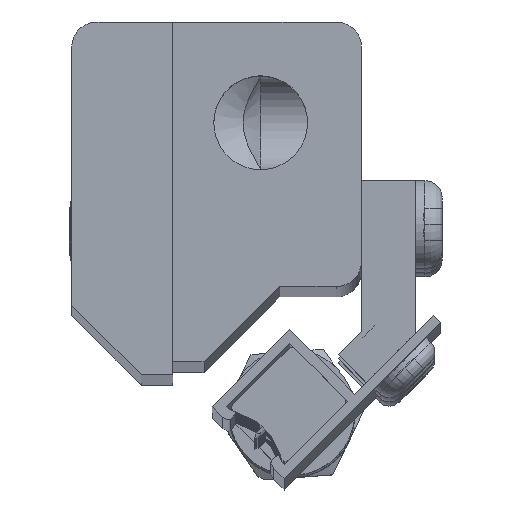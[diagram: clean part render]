
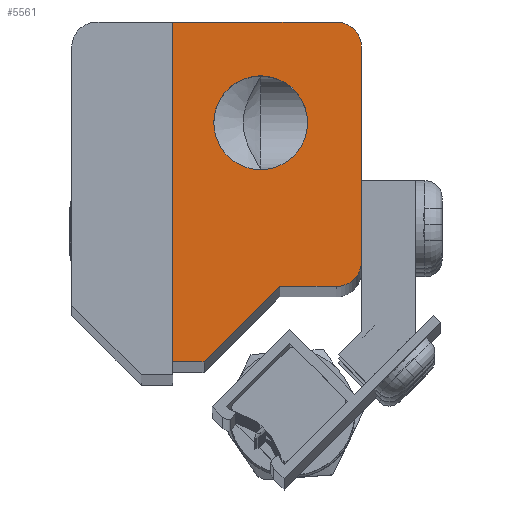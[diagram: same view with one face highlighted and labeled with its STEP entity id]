
A CAD part, top view. The second image highlights one B-rep face of the part: STEP entity #5561.
In plain terms, the highlighted planar face has unit normal (0, 0, 1).
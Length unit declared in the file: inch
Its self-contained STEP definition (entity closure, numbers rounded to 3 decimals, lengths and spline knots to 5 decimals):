
#720=LINE('',#25512,#982);
#724=LINE('',#25636,#986);
#728=LINE('',#25644,#990);
#731=LINE('',#25650,#993);
#734=LINE('',#25656,#996);
#738=LINE('',#25670,#1000);
#982=VECTOR('',#7678,0.3937);
#986=VECTOR('',#7828,0.3937);
#990=VECTOR('',#7834,0.3937);
#993=VECTOR('',#7839,0.3937);
#996=VECTOR('',#7844,0.3937);
#1000=VECTOR('',#7862,0.3937);
#1158=PLANE('',#6368);
#1395=FACE_BOUND('',#2296,.T.);
#1750=FACE_OUTER_BOUND('',#2295,.T.);
#2295=EDGE_LOOP('',(#4853,#4854,#4855,#4856,#4857,#4858,#4859,#4860));
#2296=EDGE_LOOP('',(#4861));
#2652=CIRCLE('',#6269,0.233);
#2702=CIRCLE('',#6361,0.125);
#2704=CIRCLE('',#6364,0.125);
#3087=VERTEX_POINT('',#25470);
#3094=VERTEX_POINT('',#25510);
#3095=VERTEX_POINT('',#25511);
#3141=VERTEX_POINT('',#25634);
#3142=VERTEX_POINT('',#25635);
#3145=VERTEX_POINT('',#25643);
#3147=VERTEX_POINT('',#25649);
#3149=VERTEX_POINT('',#25655);
#3151=VERTEX_POINT('',#25664);
#3682=EDGE_CURVE('',#3087,#3087,#2652,.T.);
#3691=EDGE_CURVE('',#3094,#3095,#720,.T.);
#3738=EDGE_CURVE('',#3141,#3142,#724,.T.);
#3742=EDGE_CURVE('',#3142,#3145,#728,.T.);
#3745=EDGE_CURVE('',#3145,#3147,#731,.T.);
#3748=EDGE_CURVE('',#3147,#3149,#734,.T.);
#3751=EDGE_CURVE('',#3149,#3094,#2702,.T.);
#3753=EDGE_CURVE('',#3095,#3151,#2704,.T.);
#3756=EDGE_CURVE('',#3151,#3141,#738,.T.);
#4853=ORIENTED_EDGE('',*,*,#3738,.F.);
#4854=ORIENTED_EDGE('',*,*,#3756,.F.);
#4855=ORIENTED_EDGE('',*,*,#3753,.F.);
#4856=ORIENTED_EDGE('',*,*,#3691,.F.);
#4857=ORIENTED_EDGE('',*,*,#3751,.F.);
#4858=ORIENTED_EDGE('',*,*,#3748,.F.);
#4859=ORIENTED_EDGE('',*,*,#3745,.F.);
#4860=ORIENTED_EDGE('',*,*,#3742,.F.);
#4861=ORIENTED_EDGE('',*,*,#3682,.T.);
#5561=ADVANCED_FACE('',(#1750,#1395),#1158,.T.);
#6269=AXIS2_PLACEMENT_3D('',#25471,#7648,#7649);
#6361=AXIS2_PLACEMENT_3D('',#25661,#7849,#7850);
#6364=AXIS2_PLACEMENT_3D('',#25665,#7855,#7856);
#6368=AXIS2_PLACEMENT_3D('',#25673,#7866,#7867);
#7648=DIRECTION('center_axis',(0.,0.,-1.));
#7649=DIRECTION('ref_axis',(1.,0.,0.));
#7678=DIRECTION('',(0.,-1.,0.));
#7828=DIRECTION('',(-0.707,-0.707,0.));
#7834=DIRECTION('',(-1.,0.,0.));
#7839=DIRECTION('',(0.,1.,0.));
#7844=DIRECTION('',(1.,0.,0.));
#7849=DIRECTION('center_axis',(0.,0.,-1.));
#7850=DIRECTION('ref_axis',(1.,0.,0.));
#7855=DIRECTION('center_axis',(0.,0.,-1.));
#7856=DIRECTION('ref_axis',(0.,-1.,0.));
#7862=DIRECTION('',(-1.,0.,0.));
#7866=DIRECTION('center_axis',(0.,0.,1.));
#7867=DIRECTION('ref_axis',(1.,0.,0.));
#25470=CARTESIAN_POINT('',(0.63925,0.8125,30.));
#25471=CARTESIAN_POINT('Origin',(0.40625,0.8125,30.));
#25510=CARTESIAN_POINT('',(0.90625,1.1875,30.));
#25511=CARTESIAN_POINT('',(0.90625,0.125,30.));
#25512=CARTESIAN_POINT('',(0.90625,0.125,30.));
#25634=CARTESIAN_POINT('',(0.5,0.,30.));
#25635=CARTESIAN_POINT('',(0.125,-0.375,30.));
#25636=CARTESIAN_POINT('',(0.125,-0.375,30.));
#25643=CARTESIAN_POINT('',(-0.03125,-0.375,30.));
#25644=CARTESIAN_POINT('',(-0.03125,-0.375,30.));
#25649=CARTESIAN_POINT('',(-0.03125,1.3125,30.));
#25650=CARTESIAN_POINT('',(-0.03125,1.3125,30.));
#25655=CARTESIAN_POINT('',(0.78125,1.3125,30.));
#25656=CARTESIAN_POINT('',(0.78125,1.3125,30.));
#25661=CARTESIAN_POINT('Origin',(0.78125,1.1875,30.));
#25664=CARTESIAN_POINT('',(0.78125,0.,30.));
#25665=CARTESIAN_POINT('Origin',(0.78125,0.125,30.));
#25670=CARTESIAN_POINT('',(0.5,0.,30.));
#25673=CARTESIAN_POINT('Origin',(0.38705,0.53917,30.));
